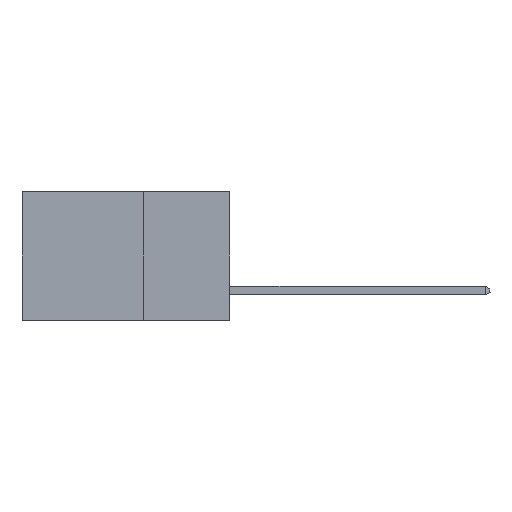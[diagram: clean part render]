
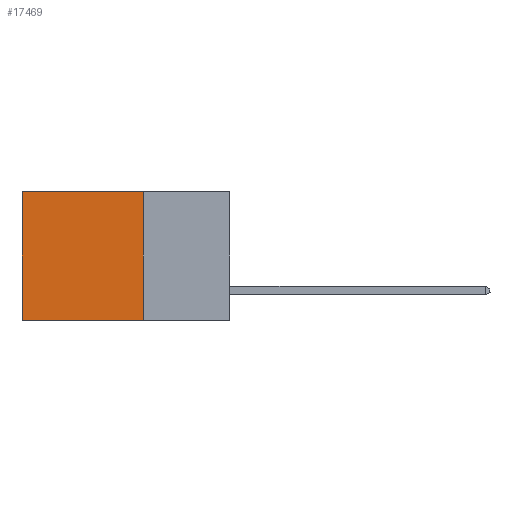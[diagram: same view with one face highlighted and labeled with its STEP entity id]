
A CAD part, left-side view. The second image highlights one B-rep face of the part: STEP entity #17469.
In plain terms, the highlighted planar face has unit normal (-1, 0, 0).
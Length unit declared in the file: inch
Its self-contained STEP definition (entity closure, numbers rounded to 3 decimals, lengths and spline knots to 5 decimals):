
#629 = EDGE_CURVE ( 'NONE', #17738, #10426, #20396, .T. ) ;
#2345 = CARTESIAN_POINT ( 'NONE',  ( 0.298, 0.6, 0. ) ) ;
#3691 = LINE ( 'NONE', #19689, #20057 ) ;
#4085 = LINE ( 'NONE', #9231, #14773 ) ;
#5288 = DIRECTION ( 'NONE',  ( 0., 1., 0. ) ) ;
#5539 = VERTEX_POINT ( 'NONE', #16267 ) ;
#5832 = DIRECTION ( 'NONE',  ( 1., 0., 0. ) ) ;
#5911 = CARTESIAN_POINT ( 'NONE',  ( 0.298, 0.25, 0. ) ) ;
#6167 = DIRECTION ( 'NONE',  ( 0., 0., -1. ) ) ;
#6252 = VECTOR ( 'NONE', #5288, 39.37008 ) ;
#6381 = VECTOR ( 'NONE', #19207, 39.37008 ) ;
#6783 = ORIENTED_EDGE ( 'NONE', *, *, #10695, .T. ) ;
#7221 = EDGE_CURVE ( 'NONE', #5539, #18249, #20514, .T. ) ;
#7878 = CARTESIAN_POINT ( 'NONE',  ( 0.298, 0.25, -0.37 ) ) ;
#8390 = ORIENTED_EDGE ( 'NONE', *, *, #629, .T. ) ;
#8750 = DIRECTION ( 'NONE',  ( 0., 0., -1. ) ) ;
#9194 = AXIS2_PLACEMENT_3D ( 'NONE', #5911, #5832, #8750 ) ;
#9231 = CARTESIAN_POINT ( 'NONE',  ( 0.298, 0.25, 0. ) ) ;
#10426 = VERTEX_POINT ( 'NONE', #2345 ) ;
#10695 = EDGE_CURVE ( 'NONE', #10426, #18249, #3691, .T. ) ;
#11129 = ORIENTED_EDGE ( 'NONE', *, *, #7221, .F. ) ;
#11202 = CARTESIAN_POINT ( 'NONE',  ( 0.298, 0.6, -0.37 ) ) ;
#12660 = EDGE_CURVE ( 'NONE', #17738, #5539, #4085, .T. ) ;
#12743 = FACE_OUTER_BOUND ( 'NONE', #19122, .T. ) ;
#13759 = PLANE ( 'NONE',  #9194 ) ;
#14773 = VECTOR ( 'NONE', #6167, 39.37008 ) ;
#16267 = CARTESIAN_POINT ( 'NONE',  ( 0.298, 0.25, -0.37 ) ) ;
#16355 = ORIENTED_EDGE ( 'NONE', *, *, #12660, .F. ) ;
#16671 = DIRECTION ( 'NONE',  ( 0., 0., -1. ) ) ;
#17469 = ADVANCED_FACE ( 'NONE', ( #12743 ), #13759, .F. ) ;
#17738 = VERTEX_POINT ( 'NONE', #18951 ) ;
#18249 = VERTEX_POINT ( 'NONE', #11202 ) ;
#18951 = CARTESIAN_POINT ( 'NONE',  ( 0.298, 0.25, 0. ) ) ;
#19122 = EDGE_LOOP ( 'NONE', ( #6783, #11129, #16355, #8390 ) ) ;
#19207 = DIRECTION ( 'NONE',  ( 0., 1., 0. ) ) ;
#19448 = CARTESIAN_POINT ( 'NONE',  ( 0.298, 0.25, 0. ) ) ;
#19689 = CARTESIAN_POINT ( 'NONE',  ( 0.298, 0.6, 0. ) ) ;
#20057 = VECTOR ( 'NONE', #16671, 39.37008 ) ;
#20396 = LINE ( 'NONE', #19448, #6252 ) ;
#20514 = LINE ( 'NONE', #7878, #6381 ) ;
